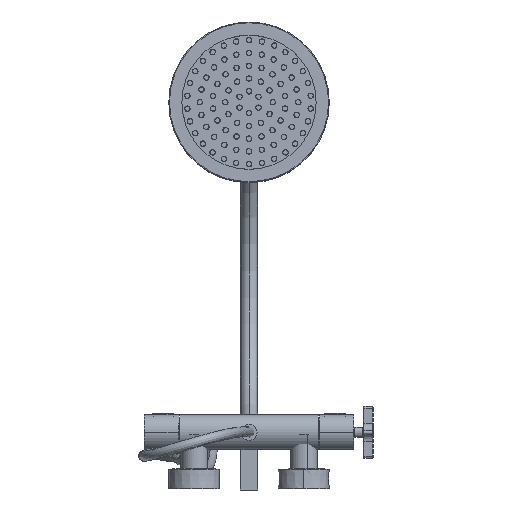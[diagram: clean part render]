
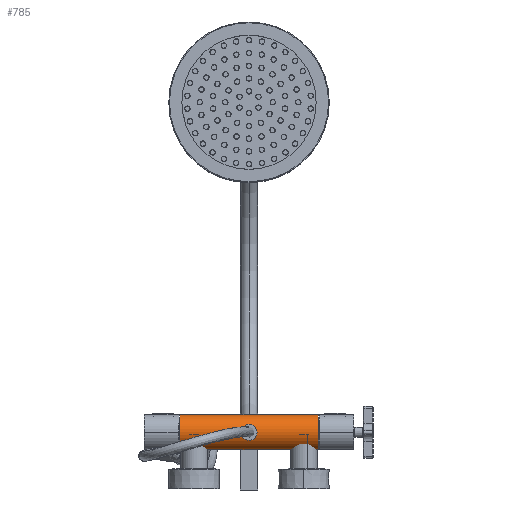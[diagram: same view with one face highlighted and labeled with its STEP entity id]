
A CAD part, front view. The second image highlights one B-rep face of the part: STEP entity #785.
In plain terms, the highlighted cylindrical face has radius 24 mm (diameter 48 mm), a partial arc.
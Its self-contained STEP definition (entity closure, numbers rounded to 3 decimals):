
#168 = CARTESIAN_POINT ( 'NONE',  ( -95., 0., -24. ) ) ;
#785 = ADVANCED_FACE ( 'NONE', ( #9816 ), #5431, .T. ) ;
#2638 = AXIS2_PLACEMENT_3D ( 'NONE', #13139, #12735, #15096 ) ;
#2744 = CARTESIAN_POINT ( 'NONE',  ( -95., 0., 24. ) ) ;
#3390 = ORIENTED_EDGE ( 'NONE', *, *, #4340, .T. ) ;
#4234 = EDGE_CURVE ( 'NONE', #12550, #20083, #7510, .T. ) ;
#4340 = EDGE_CURVE ( 'NONE', #27159, #20083, #11435, .T. ) ;
#4690 = ORIENTED_EDGE ( 'NONE', *, *, #26037, .F. ) ;
#4774 = CARTESIAN_POINT ( 'NONE',  ( 95., 0., -24. ) ) ;
#5431 = CYLINDRICAL_SURFACE ( 'NONE', #7971, 24. ) ;
#6600 = ORIENTED_EDGE ( 'NONE', *, *, #23582, .T. ) ;
#7510 = LINE ( 'NONE', #15465, #22035 ) ;
#7971 = AXIS2_PLACEMENT_3D ( 'NONE', #11709, #22500, #20178 ) ;
#9816 = FACE_OUTER_BOUND ( 'NONE', #10665, .T. ) ;
#10665 = EDGE_LOOP ( 'NONE', ( #22911, #4690, #6600, #3390 ) ) ;
#11435 = CIRCLE ( 'NONE', #12280, 24. ) ;
#11709 = CARTESIAN_POINT ( 'NONE',  ( 95., 0., 0. ) ) ;
#12280 = AXIS2_PLACEMENT_3D ( 'NONE', #14456, #18338, #20444 ) ;
#12550 = VERTEX_POINT ( 'NONE', #4774 ) ;
#12735 = DIRECTION ( 'NONE',  ( 1., 0., 0. ) ) ;
#12903 = LINE ( 'NONE', #19293, #22122 ) ;
#13139 = CARTESIAN_POINT ( 'NONE',  ( 95., 0., 0. ) ) ;
#13992 = CIRCLE ( 'NONE', #2638, 24. ) ;
#14456 = CARTESIAN_POINT ( 'NONE',  ( -95., 0., 0. ) ) ;
#15096 = DIRECTION ( 'NONE',  ( 0., 0., -1. ) ) ;
#15465 = CARTESIAN_POINT ( 'NONE',  ( 95., 0., -24. ) ) ;
#18338 = DIRECTION ( 'NONE',  ( 1., 0., 0. ) ) ;
#19293 = CARTESIAN_POINT ( 'NONE',  ( 95., 0., 24. ) ) ;
#19619 = DIRECTION ( 'NONE',  ( -1., 0., 0. ) ) ;
#20083 = VERTEX_POINT ( 'NONE', #168 ) ;
#20178 = DIRECTION ( 'NONE',  ( 0., 0., 1. ) ) ;
#20444 = DIRECTION ( 'NONE',  ( 0., 0., -1. ) ) ;
#22035 = VECTOR ( 'NONE', #19619, 1000. ) ;
#22122 = VECTOR ( 'NONE', #23289, 1000. ) ;
#22500 = DIRECTION ( 'NONE',  ( -1., 0., 0. ) ) ;
#22911 = ORIENTED_EDGE ( 'NONE', *, *, #4234, .F. ) ;
#23289 = DIRECTION ( 'NONE',  ( -1., 0., 0. ) ) ;
#23582 = EDGE_CURVE ( 'NONE', #23837, #27159, #12903, .T. ) ;
#23837 = VERTEX_POINT ( 'NONE', #26961 ) ;
#26037 = EDGE_CURVE ( 'NONE', #23837, #12550, #13992, .T. ) ;
#26961 = CARTESIAN_POINT ( 'NONE',  ( 95., 0., 24. ) ) ;
#27159 = VERTEX_POINT ( 'NONE', #2744 ) ;
